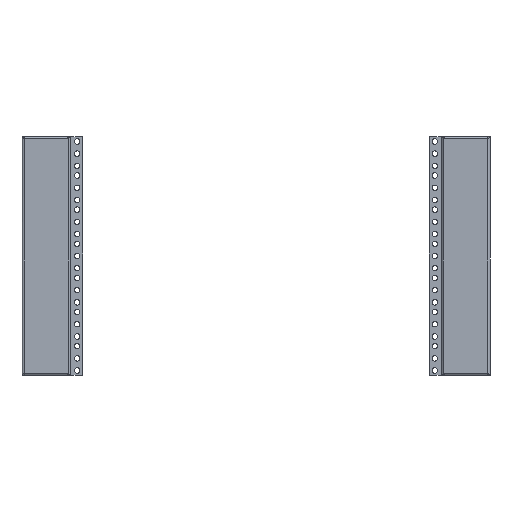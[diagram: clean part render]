
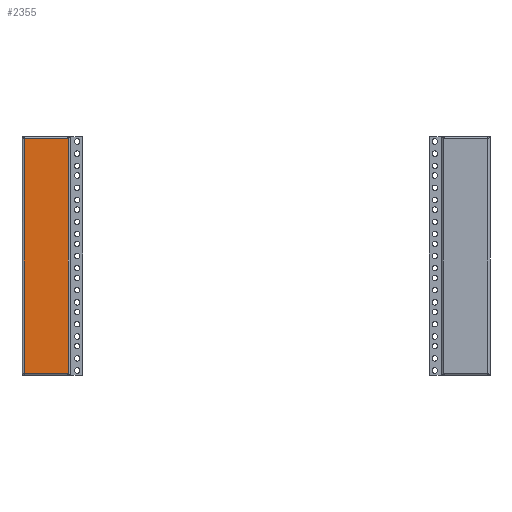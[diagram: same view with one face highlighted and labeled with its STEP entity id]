
A CAD part, top view. The second image highlights one B-rep face of the part: STEP entity #2355.
In plain terms, the highlighted planar face has unit normal (0, 0, 1).
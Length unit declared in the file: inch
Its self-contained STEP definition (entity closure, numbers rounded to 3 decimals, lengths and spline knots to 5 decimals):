
#15=DIRECTION('',(-1.,0.,0.));
#16=VECTOR('',#15,0.01);
#17=CARTESIAN_POINT('',(1.1295,-6.02,0.));
#18=LINE('',#17,#16);
#23=DIRECTION('',(1.,0.,0.));
#24=VECTOR('',#23,0.01);
#25=CARTESIAN_POINT('',(-1.1295,-6.02,0.));
#26=LINE('',#25,#24);
#30=DIRECTION('',(1.,0.,0.));
#31=VECTOR('',#30,0.01);
#32=CARTESIAN_POINT('',(-1.1295,6.02,0.));
#33=LINE('',#32,#31);
#37=DIRECTION('',(-1.,0.,0.));
#38=VECTOR('',#37,0.01);
#39=CARTESIAN_POINT('',(1.1295,6.02,0.));
#40=LINE('',#39,#38);
#44=DIRECTION('',(0.,-1.,0.));
#45=VECTOR('',#44,12.04);
#46=CARTESIAN_POINT('',(1.1295,6.02,0.));
#47=LINE('',#46,#45);
#118=DIRECTION('',(1.,0.,0.));
#119=VECTOR('',#118,2.239);
#120=CARTESIAN_POINT('',(-1.1195,6.02,0.));
#121=LINE('',#120,#119);
#215=DIRECTION('',(0.,1.,0.));
#216=VECTOR('',#215,12.04);
#217=CARTESIAN_POINT('',(-1.1295,-6.02,0.));
#218=LINE('',#217,#216);
#370=DIRECTION('',(-1.,0.,0.));
#371=VECTOR('',#370,2.239);
#372=CARTESIAN_POINT('',(1.1195,-6.02,0.));
#373=LINE('',#372,#371);
#2076=CARTESIAN_POINT('',(-1.1295,-6.02,0.));
#2077=CARTESIAN_POINT('',(-1.1195,-6.02,0.));
#2078=VERTEX_POINT('',#2076);
#2079=VERTEX_POINT('',#2077);
#2084=CARTESIAN_POINT('',(1.1295,-6.02,0.));
#2085=CARTESIAN_POINT('',(1.1195,-6.02,0.));
#2086=VERTEX_POINT('',#2084);
#2087=VERTEX_POINT('',#2085);
#2092=CARTESIAN_POINT('',(-1.1295,6.02,0.));
#2093=CARTESIAN_POINT('',(-1.1195,6.02,0.));
#2094=VERTEX_POINT('',#2092);
#2095=VERTEX_POINT('',#2093);
#2100=CARTESIAN_POINT('',(1.1295,6.02,0.));
#2101=CARTESIAN_POINT('',(1.1195,6.02,0.));
#2102=VERTEX_POINT('',#2100);
#2103=VERTEX_POINT('',#2101);
#2332=CARTESIAN_POINT('',(0.,0.,0.));
#2333=DIRECTION('',(0.,0.,1.));
#2334=DIRECTION('',(1.,0.,0.));
#2335=AXIS2_PLACEMENT_3D('',#2332,#2333,#2334);
#2336=PLANE('',#2335);
#2338=ORIENTED_EDGE('',*,*,#2337,.T.);
#2340=ORIENTED_EDGE('',*,*,#2339,.T.);
#2342=ORIENTED_EDGE('',*,*,#2341,.T.);
#2344=ORIENTED_EDGE('',*,*,#2343,.F.);
#2346=ORIENTED_EDGE('',*,*,#2345,.T.);
#2348=ORIENTED_EDGE('',*,*,#2347,.T.);
#2350=ORIENTED_EDGE('',*,*,#2349,.T.);
#2352=ORIENTED_EDGE('',*,*,#2351,.F.);
#2353=EDGE_LOOP('',(#2338,#2340,#2342,#2344,#2346,#2348,#2350,#2352));
#2354=FACE_OUTER_BOUND('',#2353,.F.);
#2355=ADVANCED_FACE('',(#2354),#2336,.T.);
#2337=EDGE_CURVE('',#2102,#2086,#47,.T.);
#2339=EDGE_CURVE('',#2086,#2087,#18,.T.);
#2341=EDGE_CURVE('',#2087,#2079,#373,.T.);
#2343=EDGE_CURVE('',#2078,#2079,#26,.T.);
#2345=EDGE_CURVE('',#2078,#2094,#218,.T.);
#2347=EDGE_CURVE('',#2094,#2095,#33,.T.);
#2349=EDGE_CURVE('',#2095,#2103,#121,.T.);
#2351=EDGE_CURVE('',#2102,#2103,#40,.T.);
